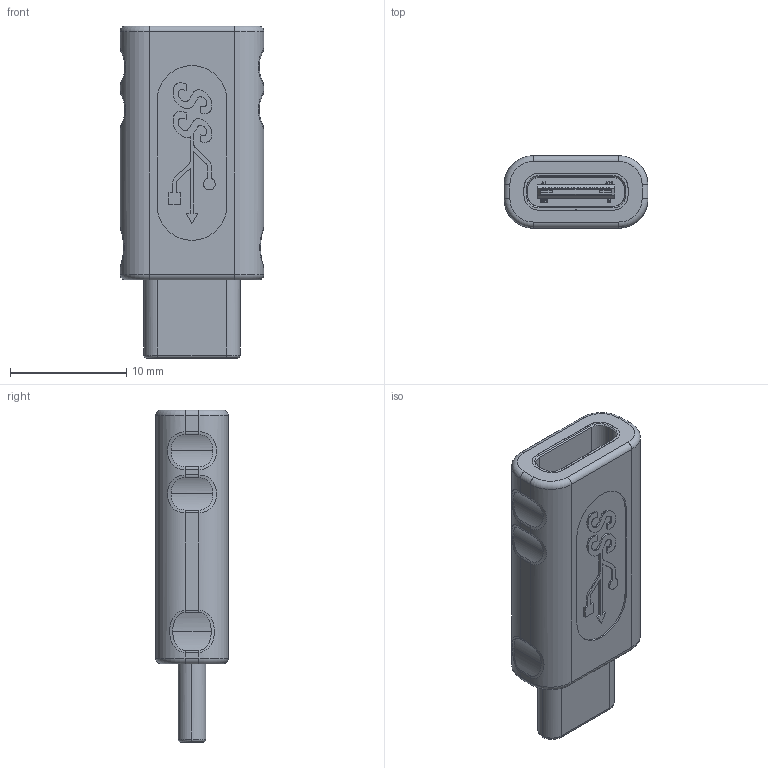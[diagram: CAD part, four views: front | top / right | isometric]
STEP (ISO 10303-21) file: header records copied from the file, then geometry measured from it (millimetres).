
FILE_DESCRIPTION (( 'STEP AP214' ), '1' );
FILE_NAME ('UAD043MF_3D.STEP', '2020-08-13T11:40:36', ( '' ), ( '' ), 'SwSTEP 2.0', 'SolidWorks 2018', '' );
FILE_SCHEMA (( 'AUTOMOTIVE_DESIGN' ));
Length unit declared in the file: millimetre
Products named in the file (7): MTN-983; 1AA05-151; UAD043MF-FA1_NEW MATL; 1AA05-152; UAD043MF_3D; MTN-984; 1BC01-132
Assembly tree (6 placements, depth 3):
  UAD043MF_3D
    MTN-984
    MTN-983
    UAD043MF-FA1_NEW MATL
      1AA05-152
      1BC01-132
      1AA05-151
Bounding box: 12.35 x 6.2 x 28.5 mm (x, y, z)
Volume: 1912.4 mm3; surface area: 2862.3 mm2
Topology: 9 solids, 9 shells, 2920 faces, 8147 edges, 5340 vertices
Faces by surface type: plane 2159, cylinder 541, bspline 201, torus 11, cone 8
Entity records: 118015 total; most frequent: CARTESIAN_POINT 29386, ORIENTED_EDGE 16294, DIRECTION 14266, EDGE_CURVE 8147, VECTOR 6568, LINE 6568, VERTEX_POINT 5340, AXIS2_PLACEMENT_3D 3849
